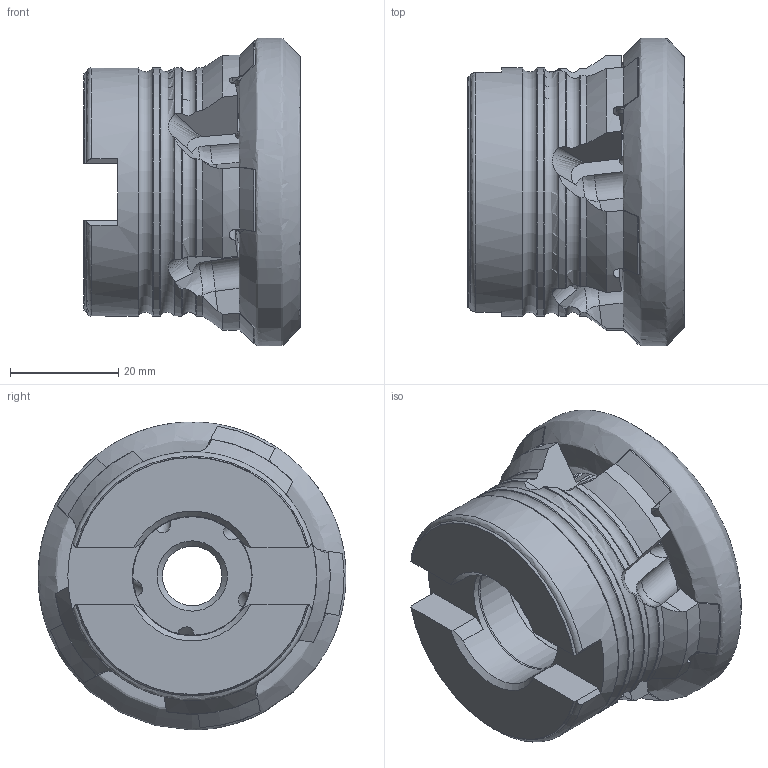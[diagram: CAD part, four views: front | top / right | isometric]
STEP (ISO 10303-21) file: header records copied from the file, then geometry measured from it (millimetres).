
FILE_DESCRIPTION (( 'STEP AP214' ), '1' );
FILE_NAME ('45PP_050_538_5.STEP', '2014-08-13T14:13:10', ( '' ), ( '' ), 'SwSTEP 2.0', 'SolidWorks 2014', '' );
FILE_SCHEMA (( 'AUTOMOTIVE_DESIGN' ));
Length unit declared in the file: millimetre
Products named in the file (1): 45PP_050_538_5
Bounding box: 40.02 x 56.97 x 56.97 mm (x, y, z)
Volume: 56216.5 mm3; surface area: 15628.1 mm2
Topology: 1 solids, 1 shells, 240 faces, 719 edges, 458 vertices
Faces by surface type: plane 80, cylinder 57, bspline 46, torus 39, cone 18
Full cylindrical faces by diameter (mm): 3 x5, 11 x1, 16.5 x1, 22 x1, 22.15 x1, 22.3 x1, 46 x2
Entity records: 10438 total; most frequent: CARTESIAN_POINT 4988, ORIENTED_EDGE 1348, DIRECTION 868, EDGE_CURVE 674, VERTEX_POINT 445, AXIS2_PLACEMENT_3D 358, EDGE_LOOP 269, B_SPLINE_CURVE_WITH_KNOTS 264
